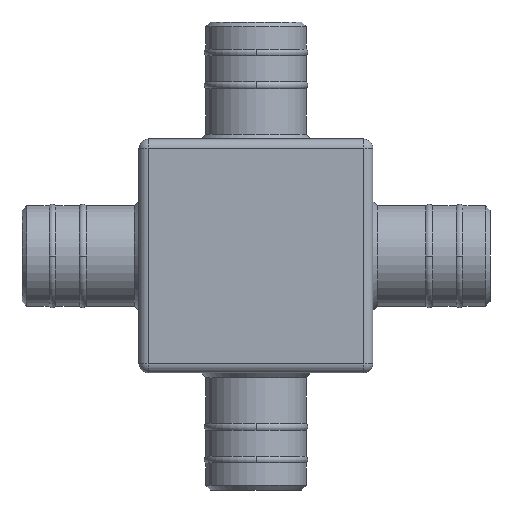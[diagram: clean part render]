
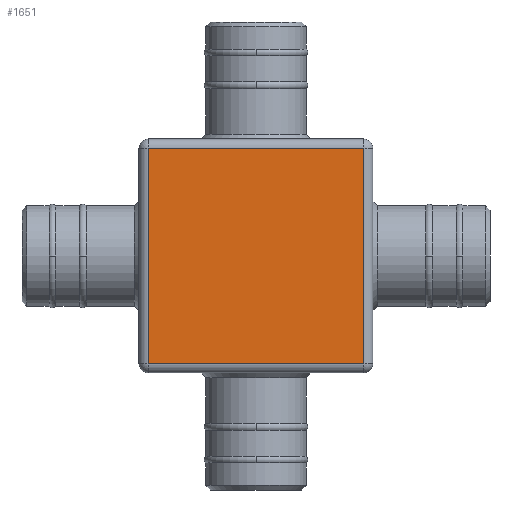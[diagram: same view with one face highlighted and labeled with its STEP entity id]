
A CAD part, front view. The second image highlights one B-rep face of the part: STEP entity #1651.
In plain terms, the highlighted planar face has unit normal (0, -1, 0).
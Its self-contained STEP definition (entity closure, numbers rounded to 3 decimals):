
#1=DIRECTION('',(0.,0.,-1.));
#2=VECTOR('',#1,46.);
#3=CARTESIAN_POINT('',(-23.,0.,23.));
#4=LINE('',#3,#2);
#5=DIRECTION('',(-1.,0.,0.));
#6=VECTOR('',#5,46.);
#7=CARTESIAN_POINT('',(23.,0.,23.));
#8=LINE('',#7,#6);
#9=DIRECTION('',(0.,0.,1.));
#10=VECTOR('',#9,46.);
#11=CARTESIAN_POINT('',(23.,0.,-23.));
#12=LINE('',#11,#10);
#13=DIRECTION('',(1.,0.,0.));
#14=VECTOR('',#13,46.);
#15=CARTESIAN_POINT('',(-23.,0.,-23.));
#16=LINE('',#15,#14);
#1408=CARTESIAN_POINT('',(-23.,0.,23.));
#1409=CARTESIAN_POINT('',(-23.,0.,-23.));
#1410=VERTEX_POINT('',#1408);
#1411=VERTEX_POINT('',#1409);
#1416=CARTESIAN_POINT('',(23.,0.,-23.));
#1417=VERTEX_POINT('',#1416);
#1422=CARTESIAN_POINT('',(23.,0.,23.));
#1423=VERTEX_POINT('',#1422);
#1636=CARTESIAN_POINT('',(0.,0.,0.));
#1637=DIRECTION('',(0.,1.,0.));
#1638=DIRECTION('',(1.,0.,0.));
#1639=AXIS2_PLACEMENT_3D('',#1636,#1637,#1638);
#1640=PLANE('',#1639);
#1642=ORIENTED_EDGE('',*,*,#1641,.F.);
#1644=ORIENTED_EDGE('',*,*,#1643,.F.);
#1646=ORIENTED_EDGE('',*,*,#1645,.F.);
#1648=ORIENTED_EDGE('',*,*,#1647,.F.);
#1649=EDGE_LOOP('',(#1642,#1644,#1646,#1648));
#1650=FACE_OUTER_BOUND('',#1649,.F.);
#1651=ADVANCED_FACE('',(#1650),#1640,.F.);
#1641=EDGE_CURVE('',#1410,#1411,#4,.T.);
#1643=EDGE_CURVE('',#1423,#1410,#8,.T.);
#1645=EDGE_CURVE('',#1417,#1423,#12,.T.);
#1647=EDGE_CURVE('',#1411,#1417,#16,.T.);
